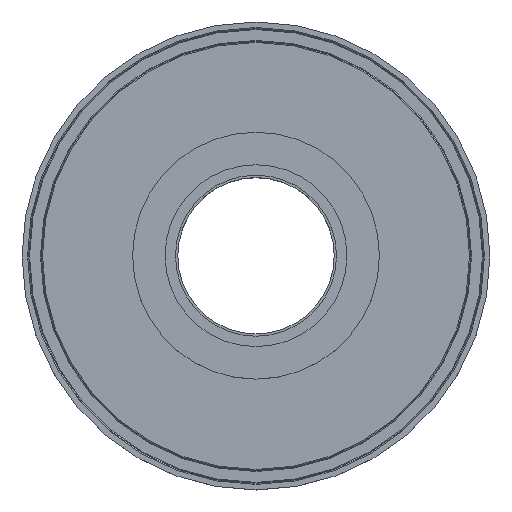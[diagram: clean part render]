
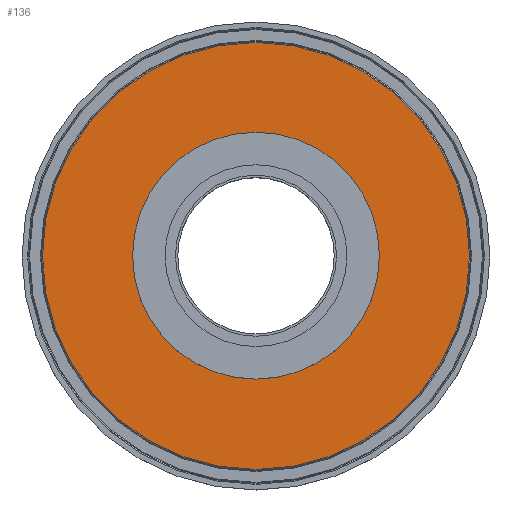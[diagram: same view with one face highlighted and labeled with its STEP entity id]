
A CAD part, top view. The second image highlights one B-rep face of the part: STEP entity #136.
In plain terms, the highlighted planar face has unit normal (0, 0, 1).
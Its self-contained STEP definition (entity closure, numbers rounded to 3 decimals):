
#136 = ADVANCED_FACE( '', ( #303, #304 ), #305, .F. );
#303 = FACE_OUTER_BOUND( '', #462, .T. );
#304 = FACE_BOUND( '', #463, .T. );
#305 = PLANE( '', #464 );
#462 = EDGE_LOOP( '', ( #689 ) );
#463 = EDGE_LOOP( '', ( #690 ) );
#464 = AXIS2_PLACEMENT_3D( '', #691, #692, #693 );
#689 = ORIENTED_EDGE( '', *, *, #732, .T. );
#690 = ORIENTED_EDGE( '', *, *, #696, .T. );
#691 = CARTESIAN_POINT( '', ( 0., 0., 5.969 ) );
#692 = DIRECTION( '', ( 0., 0., -1. ) );
#693 = DIRECTION( '', ( -1., 0., 0. ) );
#696 = EDGE_CURVE( '', #773, #773, #774, .T. );
#732 = EDGE_CURVE( '', #831, #831, #832, .F. );
#773 = VERTEX_POINT( '', #887 );
#774 = CIRCLE( '', #888, 31.75 );
#831 = VERTEX_POINT( '', #945 );
#832 = CIRCLE( '', #946, 82.169 );
#887 = CARTESIAN_POINT( '', ( 0., 31.75, 5.969 ) );
#888 = AXIS2_PLACEMENT_3D( '', #1001, #1002, #1003 );
#945 = CARTESIAN_POINT( '', ( -82.169, 0., 5.969 ) );
#946 = AXIS2_PLACEMENT_3D( '', #1067, #1068, #1069 );
#1001 = CARTESIAN_POINT( '', ( 0., 0., 5.969 ) );
#1002 = DIRECTION( '', ( 0., 0., -1. ) );
#1003 = DIRECTION( '', ( 0., 1., 0. ) );
#1067 = CARTESIAN_POINT( '', ( 0., 0., 5.969 ) );
#1068 = DIRECTION( '', ( 0., 0., -1. ) );
#1069 = DIRECTION( '', ( -1., 0., 0. ) );
